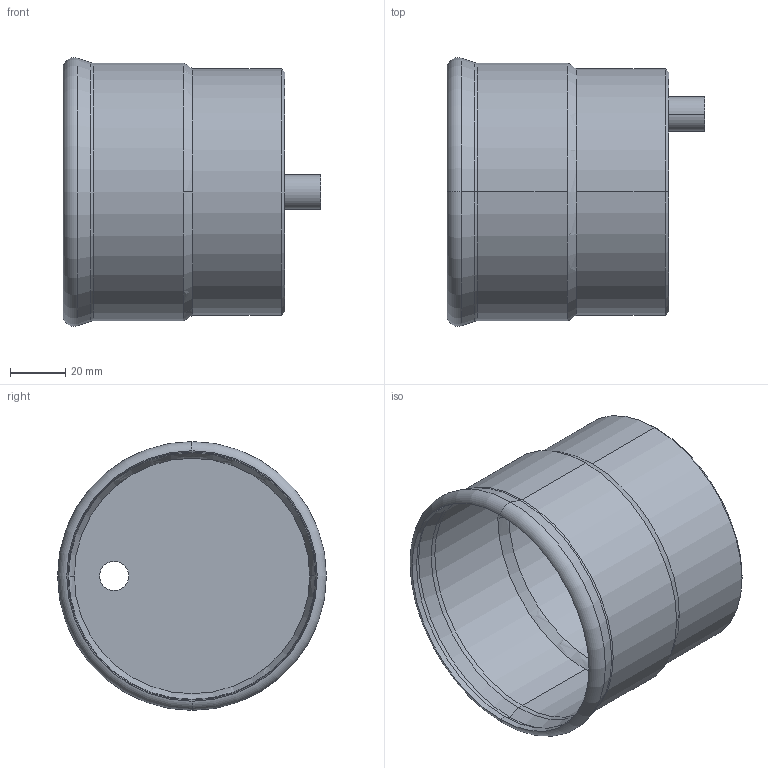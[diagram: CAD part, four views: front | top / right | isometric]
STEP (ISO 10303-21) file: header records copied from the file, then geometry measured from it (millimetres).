
FILE_DESCRIPTION (( 'STEP AP203' ), '1' );
FILE_NAME ('3D_P7210_88.9 x 1-2_141231310.STEP', '2024-11-18T11:09:49', ( '' ), ( '' ), 'SwSTEP 2.0', 'SolidWorks 2023', '' );
FILE_SCHEMA (( 'CONFIG_CONTROL_DESIGN' ));
Length unit declared in the file: millimetre
Products named in the file (1): 3D_P7210_88.9 x 1-2_141231310
Bounding box: 93 x 97 x 97 mm (x, y, z)
Volume: 57096.1 mm3; surface area: 58235.3 mm2
Topology: 1 solids, 1 shells, 35 faces, 78 edges, 46 vertices
Faces by surface type: cylinder 12, cone 8, torus 8, bspline 4, plane 3
Entity records: 1181 total; most frequent: CARTESIAN_POINT 302, DIRECTION 192, ORIENTED_EDGE 156, AXIS2_PLACEMENT_3D 86, EDGE_CURVE 78, CIRCLE 54, VERTEX_POINT 46, EDGE_LOOP 38
